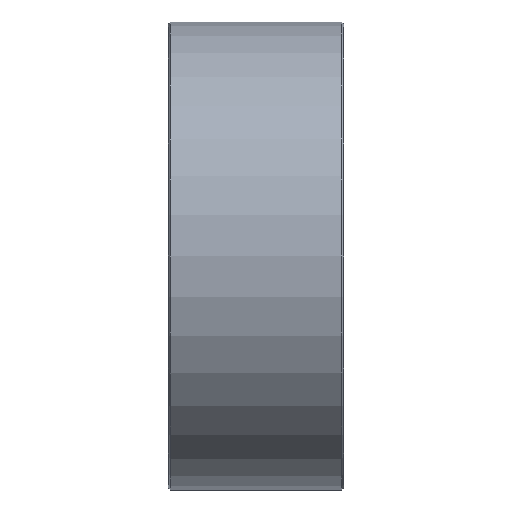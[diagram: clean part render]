
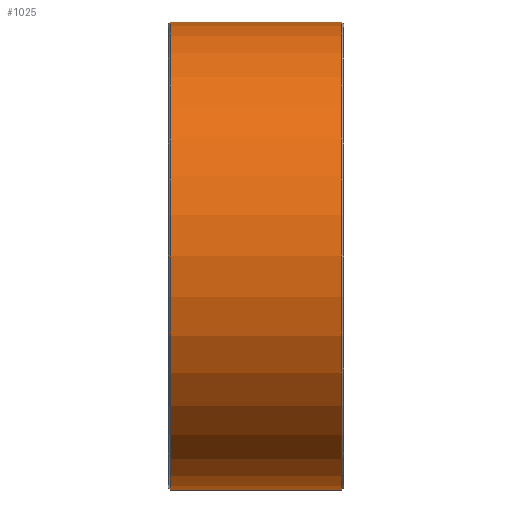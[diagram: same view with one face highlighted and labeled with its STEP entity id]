
A CAD part, left-side view. The second image highlights one B-rep face of the part: STEP entity #1025.
In plain terms, the highlighted cylindrical face has radius 6.35 mm (diameter 12.7 mm), a partial arc.
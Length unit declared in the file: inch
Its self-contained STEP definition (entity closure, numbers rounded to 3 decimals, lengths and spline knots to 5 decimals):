
#103 = EDGE_CURVE ( 'NONE', #1077, #602, #1885, .T. ) ;
#122 = CYLINDRICAL_SURFACE ( 'NONE', #493, 0.25 ) ;
#135 = ORIENTED_EDGE ( 'NONE', *, *, #103, .T. ) ;
#178 = CARTESIAN_POINT ( 'NONE',  ( 0., 0.09175, -0.25 ) ) ;
#338 = EDGE_CURVE ( 'NONE', #1704, #1646, #2021, .T. ) ;
#493 = AXIS2_PLACEMENT_3D ( 'NONE', #1118, #1256, #1587 ) ;
#601 = AXIS2_PLACEMENT_3D ( 'NONE', #1297, #817, #1770 ) ;
#602 = VERTEX_POINT ( 'NONE', #1137 ) ;
#616 = ORIENTED_EDGE ( 'NONE', *, *, #1148, .T. ) ;
#676 = CARTESIAN_POINT ( 'NONE',  ( 0., 0.09375, 0.25 ) ) ;
#699 = VECTOR ( 'NONE', #1936, 39.37008 ) ;
#817 = DIRECTION ( 'NONE',  ( 0., 1., 0. ) ) ;
#890 = CIRCLE ( 'NONE', #601, 0.25 ) ;
#893 = ORIENTED_EDGE ( 'NONE', *, *, #338, .F. ) ;
#934 = ORIENTED_EDGE ( 'NONE', *, *, #1373, .T. ) ;
#936 = DIRECTION ( 'NONE',  ( 0., -1., 0. ) ) ;
#1025 = ADVANCED_FACE ( 'NONE', ( #1413 ), #122, .T. ) ;
#1077 = VERTEX_POINT ( 'NONE', #178 ) ;
#1118 = CARTESIAN_POINT ( 'NONE',  ( 0., 0.09375, 0. ) ) ;
#1137 = CARTESIAN_POINT ( 'NONE',  ( 0., -0.09175, -0.25 ) ) ;
#1140 = CARTESIAN_POINT ( 'NONE',  ( 0., 0.09175, 0.25 ) ) ;
#1148 = EDGE_CURVE ( 'NONE', #602, #1646, #890, .T. ) ;
#1216 = EDGE_LOOP ( 'NONE', ( #893, #934, #135, #616 ) ) ;
#1256 = DIRECTION ( 'NONE',  ( 0., -1., 0. ) ) ;
#1296 = DIRECTION ( 'NONE',  ( 0., -1., 0. ) ) ;
#1297 = CARTESIAN_POINT ( 'NONE',  ( 0., -0.09175, 0. ) ) ;
#1321 = CARTESIAN_POINT ( 'NONE',  ( 0., -0.09175, 0.25 ) ) ;
#1373 = EDGE_CURVE ( 'NONE', #1704, #1077, #1807, .T. ) ;
#1397 = DIRECTION ( 'NONE',  ( 0., 0., 1. ) ) ;
#1413 = FACE_OUTER_BOUND ( 'NONE', #1216, .T. ) ;
#1422 = VECTOR ( 'NONE', #1296, 39.37008 ) ;
#1587 = DIRECTION ( 'NONE',  ( 0., 0., -1. ) ) ;
#1646 = VERTEX_POINT ( 'NONE', #1321 ) ;
#1701 = CARTESIAN_POINT ( 'NONE',  ( 0., 0.09175, 0. ) ) ;
#1704 = VERTEX_POINT ( 'NONE', #1140 ) ;
#1770 = DIRECTION ( 'NONE',  ( 0., 0., 1. ) ) ;
#1807 = CIRCLE ( 'NONE', #1829, 0.25 ) ;
#1829 = AXIS2_PLACEMENT_3D ( 'NONE', #1701, #936, #1397 ) ;
#1885 = LINE ( 'NONE', #1890, #1422 ) ;
#1890 = CARTESIAN_POINT ( 'NONE',  ( 0., 0.09375, -0.25 ) ) ;
#1936 = DIRECTION ( 'NONE',  ( 0., -1., 0. ) ) ;
#2021 = LINE ( 'NONE', #676, #699 ) ;
